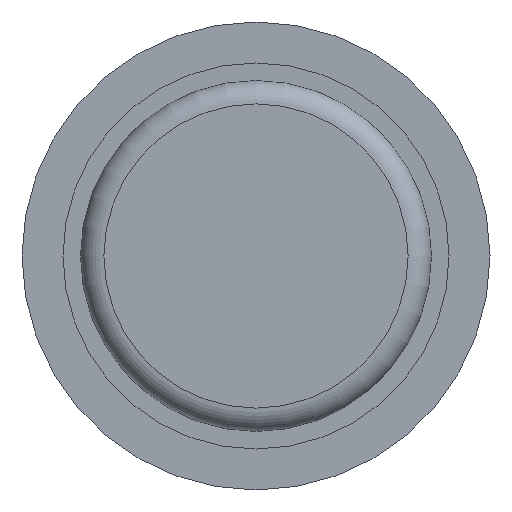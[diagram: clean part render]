
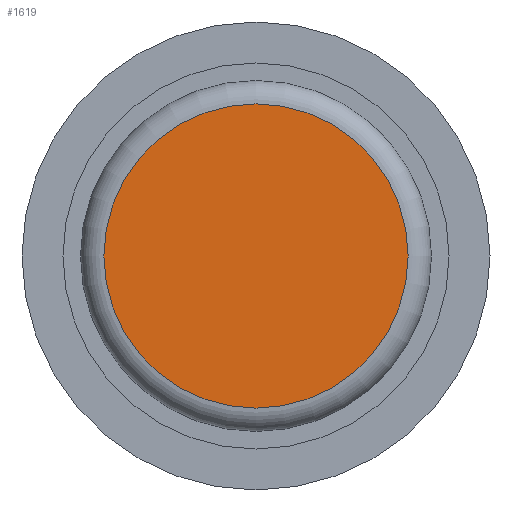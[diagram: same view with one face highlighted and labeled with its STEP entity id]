
A CAD part, front view. The second image highlights one B-rep face of the part: STEP entity #1619.
In plain terms, the highlighted planar face has unit normal (0, -1, 0).
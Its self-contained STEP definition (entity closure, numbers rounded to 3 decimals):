
#782=CIRCLE('',#1535,13.);
#910=ORIENTED_EDGE('',*,*,#1082,.T.);
#1016=VERTEX_POINT('',#1788);
#1082=EDGE_CURVE('',#1016,#1016,#782,.T.);
#1154=EDGE_LOOP('',(#910));
#1230=FACE_BOUND('',#1154,.T.);
#1423=DIRECTION('',(0.,-1.,0.));
#1424=DIRECTION('',(13.,0.,0.));
#1425=DIRECTION('',(0.,-1.,0.));
#1426=DIRECTION('',(-1.,0.,0.));
#1535=AXIS2_PLACEMENT_3D('',#1789,#1423,#1424);
#1536=AXIS2_PLACEMENT_3D('',#1790,#1425,#1426);
#1575=PLANE('',#1536);
#1619=ADVANCED_FACE('',(#1230),#1575,.T.);
#1788=CARTESIAN_POINT('',(13.,0.,0.));
#1789=CARTESIAN_POINT('',(0.,0.,0.));
#1790=CARTESIAN_POINT('',(0.,0.,0.));
